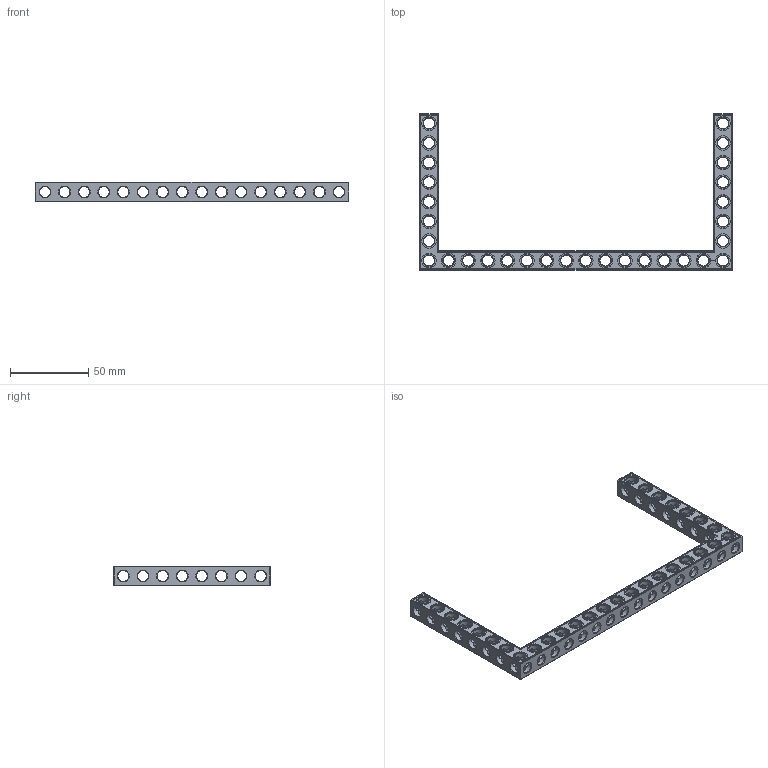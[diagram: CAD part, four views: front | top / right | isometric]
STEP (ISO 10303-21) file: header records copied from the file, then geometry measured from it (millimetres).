
FILE_DESCRIPTION(('FreeCAD Model'),'2;1');
FILE_NAME('Open CASCADE Shape Model','2022-03-06T13:58:00',('Author'),( ''),'Open CASCADE STEP processor 7.5','FreeCAD','Unknown');
FILE_SCHEMA(('AUTOMOTIVE_DESIGN { 1 0 10303 214 1 1 1 1 }'));
Products named in the file (1): Beam AGD ESS USH SYM BU16x08x01 - SPN-BEM-0562 (stemfie.org)
Bounding box: 200 x 100 x 12.5 mm (x, y, z)
Volume: 29306.3 mm3; surface area: 26219.7 mm2
Topology: 1 solids, 1 shells, 880 faces, 2663 edges, 1728 vertices
Faces by surface type: plane 401, cylinder 181, extrusion 176, cone 122
Full cylindrical faces by diameter (mm): 6.98 x18, 7 x133, 9.2 x30
Entity records: 142045 total; most frequent: CARTESIAN_POINT 92243, DIRECTION 8079, ORIENTED_EDGE 5326, PCURVE 5326, DEFINITIONAL_REPRESENTATION 5326, VECTOR 5141, LINE 4965, EDGE_CURVE 2663
